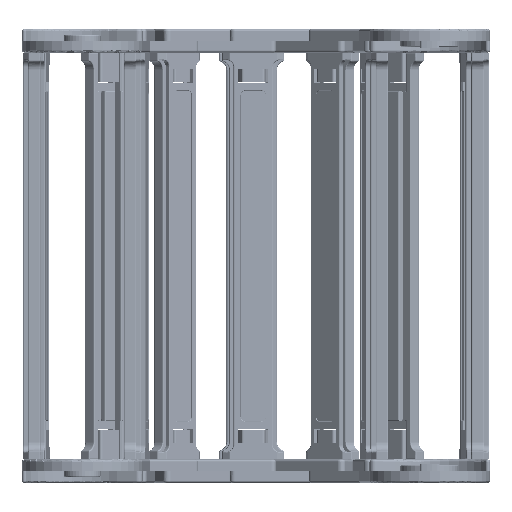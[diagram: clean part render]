
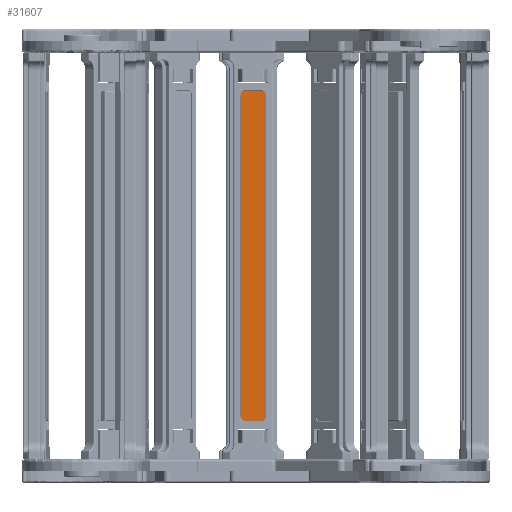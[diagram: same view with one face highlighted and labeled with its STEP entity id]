
A CAD part, left-side view. The second image highlights one B-rep face of the part: STEP entity #31607.
In plain terms, the highlighted face is planar.
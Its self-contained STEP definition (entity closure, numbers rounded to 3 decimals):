
#723 = LINE ( 'NONE', #13545, #47432 ) ;
#746 = DIRECTION ( 'NONE',  ( 0., -1., 0. ) ) ;
#898 = AXIS2_PLACEMENT_3D ( 'NONE', #35281, #34806, #38969 ) ;
#1002 = CARTESIAN_POINT ( 'NONE',  ( -37.476, 70.705, 126.961 ) ) ;
#2318 = ORIENTED_EDGE ( 'NONE', *, *, #9353, .T. ) ;
#2603 = DIRECTION ( 'NONE',  ( 0., 1., 0. ) ) ;
#2682 = CARTESIAN_POINT ( 'NONE',  ( -39.414, 70.705, 125.023 ) ) ;
#3207 = PLANE ( 'NONE',  #6557 ) ;
#3847 = DIRECTION ( 'NONE',  ( 0., -1., 0. ) ) ;
#6392 = EDGE_CURVE ( 'NONE', #23628, #32505, #28845, .T. ) ;
#6557 = AXIS2_PLACEMENT_3D ( 'NONE', #25993, #3847, #33379 ) ;
#7780 = DIRECTION ( 'NONE',  ( -1., 0., 0. ) ) ;
#8250 = VERTEX_POINT ( 'NONE', #31302 ) ;
#9353 = EDGE_CURVE ( 'NONE', #27271, #26822, #723, .T. ) ;
#9446 = ORIENTED_EDGE ( 'NONE', *, *, #43428, .F. ) ;
#13028 = EDGE_LOOP ( 'NONE', ( #25160, #23526, #9446, #46059, #2318, #38394, #29817, #20675 ) ) ;
#13545 = CARTESIAN_POINT ( 'NONE',  ( -28.602, 70.705, 120.123 ) ) ;
#17144 = CARTESIAN_POINT ( 'NONE',  ( -28.602, 70.705, 125.023 ) ) ;
#17690 = EDGE_CURVE ( 'NONE', #8250, #20632, #30101, .T. ) ;
#18376 = AXIS2_PLACEMENT_3D ( 'NONE', #28263, #2603, #21149 ) ;
#18416 = DIRECTION ( 'NONE',  ( 0., -1., 0. ) ) ;
#18448 = LINE ( 'NONE', #37085, #41491 ) ;
#18570 = DIRECTION ( 'NONE',  ( 0., 0., 1. ) ) ;
#19133 = DIRECTION ( 'NONE',  ( -1., 0., 0. ) ) ;
#20573 = CIRCLE ( 'NONE', #30931, 1.938 ) ;
#20632 = VERTEX_POINT ( 'NONE', #1002 ) ;
#20675 = ORIENTED_EDGE ( 'NONE', *, *, #43590, .T. ) ;
#21149 = DIRECTION ( 'NONE',  ( 0., 0., -1. ) ) ;
#21250 = AXIS2_PLACEMENT_3D ( 'NONE', #37362, #746, #26607 ) ;
#22332 = CARTESIAN_POINT ( 'NONE',  ( -39.414, 70.705, -13.755 ) ) ;
#22513 = CARTESIAN_POINT ( 'NONE',  ( -28.602, 70.705, -13.755 ) ) ;
#23526 = ORIENTED_EDGE ( 'NONE', *, *, #32896, .F. ) ;
#23628 = VERTEX_POINT ( 'NONE', #2682 ) ;
#25160 = ORIENTED_EDGE ( 'NONE', *, *, #6392, .T. ) ;
#25292 = CARTESIAN_POINT ( 'NONE',  ( -30.54, 70.705, -15.693 ) ) ;
#25482 = VECTOR ( 'NONE', #19133, 1000. ) ;
#25993 = CARTESIAN_POINT ( 'NONE',  ( -30.54, 70.705, 120.123 ) ) ;
#26607 = DIRECTION ( 'NONE',  ( 0., 0., 1. ) ) ;
#26822 = VERTEX_POINT ( 'NONE', #17144 ) ;
#27271 = VERTEX_POINT ( 'NONE', #22513 ) ;
#28263 = CARTESIAN_POINT ( 'NONE',  ( -37.476, 70.705, -13.755 ) ) ;
#28845 = LINE ( 'NONE', #29925, #44412 ) ;
#29213 = EDGE_CURVE ( 'NONE', #27271, #41325, #41851, .T. ) ;
#29757 = DIRECTION ( 'NONE',  ( 0., 0., -1. ) ) ;
#29817 = ORIENTED_EDGE ( 'NONE', *, *, #17690, .T. ) ;
#29925 = CARTESIAN_POINT ( 'NONE',  ( -39.414, 70.705, 120.123 ) ) ;
#30101 = LINE ( 'NONE', #37166, #25482 ) ;
#30931 = AXIS2_PLACEMENT_3D ( 'NONE', #47707, #18416, #18570 ) ;
#31302 = CARTESIAN_POINT ( 'NONE',  ( -30.54, 70.705, 126.961 ) ) ;
#31607 = ADVANCED_FACE ( 'NONE', ( #34846 ), #3207, .T. ) ;
#31773 = CARTESIAN_POINT ( 'NONE',  ( -37.476, 70.705, -15.693 ) ) ;
#32505 = VERTEX_POINT ( 'NONE', #22332 ) ;
#32896 = EDGE_CURVE ( 'NONE', #35063, #32505, #35121, .T. ) ;
#33379 = DIRECTION ( 'NONE',  ( 0., 0., 1. ) ) ;
#34806 = DIRECTION ( 'NONE',  ( 0., 1., 0. ) ) ;
#34846 = FACE_OUTER_BOUND ( 'NONE', #13028, .T. ) ;
#35063 = VERTEX_POINT ( 'NONE', #31773 ) ;
#35121 = CIRCLE ( 'NONE', #18376, 1.938 ) ;
#35281 = CARTESIAN_POINT ( 'NONE',  ( -30.54, 70.705, -13.755 ) ) ;
#37085 = CARTESIAN_POINT ( 'NONE',  ( -30.54, 70.705, -15.693 ) ) ;
#37166 = CARTESIAN_POINT ( 'NONE',  ( -30.54, 70.705, 126.961 ) ) ;
#37362 = CARTESIAN_POINT ( 'NONE',  ( -37.476, 70.705, 125.023 ) ) ;
#37516 = EDGE_CURVE ( 'NONE', #26822, #8250, #20573, .T. ) ;
#38394 = ORIENTED_EDGE ( 'NONE', *, *, #37516, .T. ) ;
#38969 = DIRECTION ( 'NONE',  ( 0., 0., -1. ) ) ;
#41325 = VERTEX_POINT ( 'NONE', #25292 ) ;
#41491 = VECTOR ( 'NONE', #7780, 1000. ) ;
#41851 = CIRCLE ( 'NONE', #898, 1.938 ) ;
#43199 = DIRECTION ( 'NONE',  ( 0., 0., 1. ) ) ;
#43428 = EDGE_CURVE ( 'NONE', #41325, #35063, #18448, .T. ) ;
#43590 = EDGE_CURVE ( 'NONE', #20632, #23628, #47257, .T. ) ;
#44412 = VECTOR ( 'NONE', #29757, 1000. ) ;
#46059 = ORIENTED_EDGE ( 'NONE', *, *, #29213, .F. ) ;
#47257 = CIRCLE ( 'NONE', #21250, 1.938 ) ;
#47432 = VECTOR ( 'NONE', #43199, 1000. ) ;
#47707 = CARTESIAN_POINT ( 'NONE',  ( -30.54, 70.705, 125.023 ) ) ;
